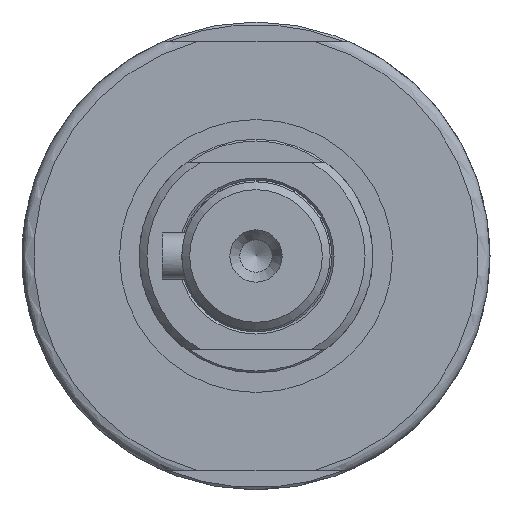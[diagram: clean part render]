
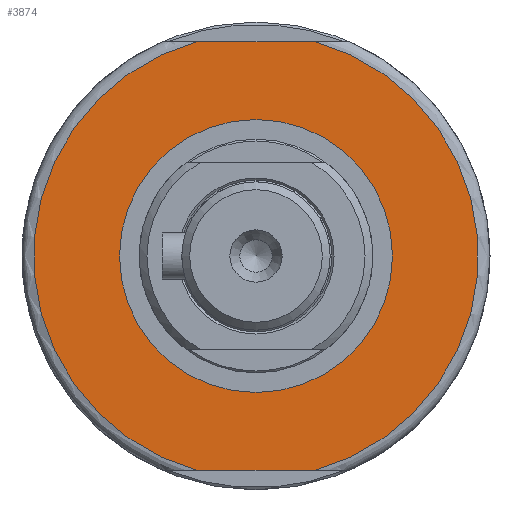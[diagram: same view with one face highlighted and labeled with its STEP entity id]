
A CAD part, left-side view. The second image highlights one B-rep face of the part: STEP entity #3874.
In plain terms, the highlighted planar face has unit normal (-1, 0, 0).
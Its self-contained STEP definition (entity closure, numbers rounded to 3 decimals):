
#138=FACE_BOUND('',#526,.T.);
#165=PLANE('',#4168);
#303=FACE_OUTER_BOUND('',#525,.T.);
#525=EDGE_LOOP('',(#2576,#2577,#2578,#2579));
#526=EDGE_LOOP('',(#2580,#2581));
#761=LINE('',#5828,#1056);
#762=LINE('',#5829,#1057);
#1056=VECTOR('',#4672,10.);
#1057=VECTOR('',#4673,10.);
#1369=CIRCLE('',#4149,17.5);
#1370=CIRCLE('',#4150,17.5);
#1380=CIRCLE('',#4163,28.5);
#1383=CIRCLE('',#4167,28.5);
#1569=VERTEX_POINT('',#5730);
#1570=VERTEX_POINT('',#5732);
#1581=VERTEX_POINT('',#5759);
#1582=VERTEX_POINT('',#5774);
#1584=VERTEX_POINT('',#5793);
#1587=VERTEX_POINT('',#5811);
#1957=EDGE_CURVE('',#1570,#1569,#1369,.T.);
#1958=EDGE_CURVE('',#1569,#1570,#1370,.T.);
#1971=EDGE_CURVE('',#1581,#1582,#1380,.T.);
#1977=EDGE_CURVE('',#1587,#1584,#1383,.T.);
#1978=EDGE_CURVE('',#1581,#1584,#761,.T.);
#1979=EDGE_CURVE('',#1587,#1582,#762,.T.);
#2576=ORIENTED_EDGE('',*,*,#1978,.T.);
#2577=ORIENTED_EDGE('',*,*,#1977,.F.);
#2578=ORIENTED_EDGE('',*,*,#1979,.T.);
#2579=ORIENTED_EDGE('',*,*,#1971,.F.);
#2580=ORIENTED_EDGE('',*,*,#1957,.T.);
#2581=ORIENTED_EDGE('',*,*,#1958,.T.);
#3874=ADVANCED_FACE('',(#303,#138),#165,.T.);
#4149=AXIS2_PLACEMENT_3D('',#5733,#4630,#4631);
#4150=AXIS2_PLACEMENT_3D('',#5734,#4632,#4633);
#4163=AXIS2_PLACEMENT_3D('',#5775,#4660,#4661);
#4167=AXIS2_PLACEMENT_3D('',#5826,#4668,#4669);
#4168=AXIS2_PLACEMENT_3D('',#5827,#4670,#4671);
#4630=DIRECTION('center_axis',(1.,0.,0.));
#4631=DIRECTION('ref_axis',(0.,-1.,0.));
#4632=DIRECTION('center_axis',(1.,0.,0.));
#4633=DIRECTION('ref_axis',(0.,-1.,0.));
#4660=DIRECTION('center_axis',(1.,0.,0.));
#4661=DIRECTION('ref_axis',(0.,-1.,0.));
#4668=DIRECTION('center_axis',(1.,0.,0.));
#4669=DIRECTION('ref_axis',(0.,-1.,0.));
#4670=DIRECTION('center_axis',(-1.,0.,0.));
#4671=DIRECTION('ref_axis',(0.,0.,-1.));
#4672=DIRECTION('',(0.,-1.,0.));
#4673=DIRECTION('',(0.,1.,0.));
#5730=CARTESIAN_POINT('',(82.018,17.5,0.));
#5732=CARTESIAN_POINT('',(82.018,-17.5,0.));
#5733=CARTESIAN_POINT('Origin',(82.018,0.,0.));
#5734=CARTESIAN_POINT('Origin',(82.018,0.,0.));
#5759=CARTESIAN_POINT('',(82.018,7.483,-27.5));
#5774=CARTESIAN_POINT('',(82.018,7.483,27.5));
#5775=CARTESIAN_POINT('Origin',(82.018,0.,0.));
#5793=CARTESIAN_POINT('',(82.018,-7.483,-27.5));
#5811=CARTESIAN_POINT('',(82.018,-7.483,27.5));
#5826=CARTESIAN_POINT('Origin',(82.018,0.,0.));
#5827=CARTESIAN_POINT('Origin',(82.018,-23.,0.));
#5828=CARTESIAN_POINT('',(82.018,-24.063,-27.5));
#5829=CARTESIAN_POINT('',(82.018,1.553,27.5));
